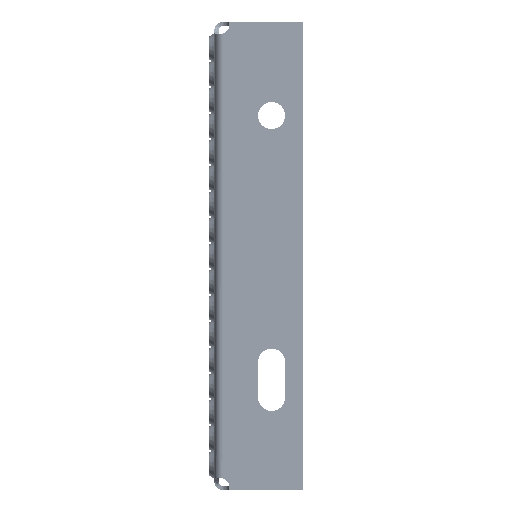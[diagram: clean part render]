
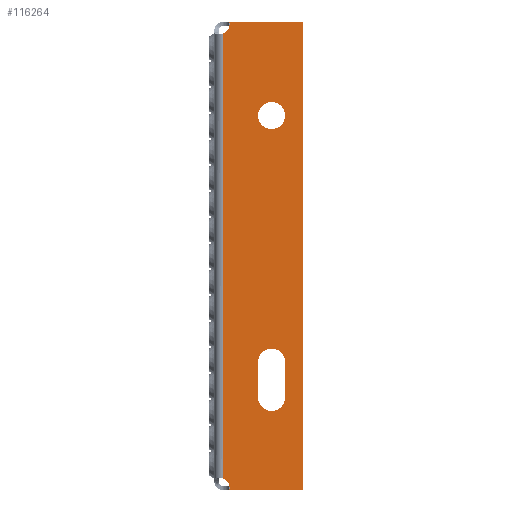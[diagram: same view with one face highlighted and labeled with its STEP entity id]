
A CAD part, left-side view. The second image highlights one B-rep face of the part: STEP entity #116264.
In plain terms, the highlighted planar face has unit normal (-1, 0, 0).
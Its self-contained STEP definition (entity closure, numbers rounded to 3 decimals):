
#1510 = VERTEX_POINT ( 'NONE', #106096 ) ;
#4204 = FACE_BOUND ( 'NONE', #145224, .T. ) ;
#4947 = DIRECTION ( 'NONE',  ( 0., -1., 0. ) ) ;
#4976 = CIRCLE ( 'NONE', #100735, 6.5 ) ;
#5813 = VERTEX_POINT ( 'NONE', #108744 ) ;
#7032 = VERTEX_POINT ( 'NONE', #33451 ) ;
#8899 = LINE ( 'NONE', #73825, #12539 ) ;
#10969 = DIRECTION ( 'NONE',  ( 0., 0., 1. ) ) ;
#11474 = LINE ( 'NONE', #80349, #42415 ) ;
#12539 = VECTOR ( 'NONE', #120784, 1000. ) ;
#12772 = EDGE_CURVE ( 'NONE', #37221, #87187, #25734, .T. ) ;
#18850 = VERTEX_POINT ( 'NONE', #69408 ) ;
#21056 = CARTESIAN_POINT ( 'NONE',  ( -300., -7.187, -112.5 ) ) ;
#25734 = LINE ( 'NONE', #100489, #142553 ) ;
#27931 = ORIENTED_EDGE ( 'NONE', *, *, #111559, .T. ) ;
#28383 = ORIENTED_EDGE ( 'NONE', *, *, #50687, .F. ) ;
#29450 = AXIS2_PLACEMENT_3D ( 'NONE', #136546, #66675, #148303 ) ;
#30112 = AXIS2_PLACEMENT_3D ( 'NONE', #108172, #38275, #119930 ) ;
#31820 = DIRECTION ( 'NONE',  ( 0., 0., -1. ) ) ;
#33451 = CARTESIAN_POINT ( 'NONE',  ( -300., -20.998, -51. ) ) ;
#34598 = DIRECTION ( 'NONE',  ( -1., 0., 0. ) ) ;
#34606 = AXIS2_PLACEMENT_3D ( 'NONE', #83417, #36962, #118612 ) ;
#36962 = DIRECTION ( 'NONE',  ( -1., 0., 0. ) ) ;
#37221 = VERTEX_POINT ( 'NONE', #70901 ) ;
#38100 = CARTESIAN_POINT ( 'NONE',  ( -300., -4., 106.802 ) ) ;
#38275 = DIRECTION ( 'NONE',  ( 1., 0., 0. ) ) ;
#41106 = CARTESIAN_POINT ( 'NONE',  ( -300., -33.998, -51. ) ) ;
#41234 = ORIENTED_EDGE ( 'NONE', *, *, #98863, .F. ) ;
#41428 = CARTESIAN_POINT ( 'NONE',  ( -300., -27.498, -68. ) ) ;
#42415 = VECTOR ( 'NONE', #10969, 1000. ) ;
#44700 = ORIENTED_EDGE ( 'NONE', *, *, #115594, .F. ) ;
#45487 = AXIS2_PLACEMENT_3D ( 'NONE', #41428, #123099, #53178 ) ;
#48720 = VECTOR ( 'NONE', #98856, 1000. ) ;
#49737 = EDGE_CURVE ( 'NONE', #93060, #118996, #89180, .T. ) ;
#49739 = ORIENTED_EDGE ( 'NONE', *, *, #92316, .T. ) ;
#50687 = EDGE_CURVE ( 'NONE', #7032, #5813, #123596, .T. ) ;
#53178 = DIRECTION ( 'NONE',  ( 0., -1., 0. ) ) ;
#58370 = DIRECTION ( 'NONE',  ( -1., 0., 0. ) ) ;
#60719 = VERTEX_POINT ( 'NONE', #79013 ) ;
#61214 = CARTESIAN_POINT ( 'NONE',  ( -300., -7.187, -112.5 ) ) ;
#61318 = ORIENTED_EDGE ( 'NONE', *, *, #49737, .T. ) ;
#62290 = ORIENTED_EDGE ( 'NONE', *, *, #116150, .F. ) ;
#63448 = ORIENTED_EDGE ( 'NONE', *, *, #12772, .F. ) ;
#63624 = ORIENTED_EDGE ( 'NONE', *, *, #97136, .T. ) ;
#64205 = ORIENTED_EDGE ( 'NONE', *, *, #89074, .F. ) ;
#66675 = DIRECTION ( 'NONE',  ( 1., 0., 0. ) ) ;
#66714 = VECTOR ( 'NONE', #79757, 1000. ) ;
#69408 = CARTESIAN_POINT ( 'NONE',  ( -300., -33.998, 67.5 ) ) ;
#69499 = CARTESIAN_POINT ( 'NONE',  ( -300., -7.187, 112.5 ) ) ;
#70901 = CARTESIAN_POINT ( 'NONE',  ( -300., -33.998, -68. ) ) ;
#73825 = CARTESIAN_POINT ( 'NONE',  ( -300., -42.498, 112.5 ) ) ;
#74788 = DIRECTION ( 'NONE',  ( -1., 0., 0. ) ) ;
#79013 = CARTESIAN_POINT ( 'NONE',  ( -300., -42.498, -112.5 ) ) ;
#79757 = DIRECTION ( 'NONE',  ( 0., -1., 0. ) ) ;
#79832 = LINE ( 'NONE', #110059, #48720 ) ;
#80349 = CARTESIAN_POINT ( 'NONE',  ( -300., -4., -111.5 ) ) ;
#83417 = CARTESIAN_POINT ( 'NONE',  ( -300., -2.288, -111.5 ) ) ;
#87187 = VERTEX_POINT ( 'NONE', #41106 ) ;
#89074 = EDGE_CURVE ( 'NONE', #135968, #118996, #11474, .T. ) ;
#89180 = CIRCLE ( 'NONE', #29450, 5. ) ;
#90484 = CARTESIAN_POINT ( 'NONE',  ( -300., -20.998, -111.5 ) ) ;
#92316 = EDGE_CURVE ( 'NONE', #60719, #94960, #79832, .T. ) ;
#93060 = VERTEX_POINT ( 'NONE', #69499 ) ;
#93646 = FACE_OUTER_BOUND ( 'NONE', #112433, .T. ) ;
#94960 = VERTEX_POINT ( 'NONE', #116196 ) ;
#97136 = EDGE_CURVE ( 'NONE', #94960, #93060, #8899, .T. ) ;
#97808 = LINE ( 'NONE', #21056, #66714 ) ;
#98856 = DIRECTION ( 'NONE',  ( 0., 0., 1. ) ) ;
#98863 = EDGE_CURVE ( 'NONE', #1510, #18850, #4976, .T. ) ;
#100160 = AXIS2_PLACEMENT_3D ( 'NONE', #128308, #58370, #140020 ) ;
#100489 = CARTESIAN_POINT ( 'NONE',  ( -300., -33.998, -111.5 ) ) ;
#100735 = AXIS2_PLACEMENT_3D ( 'NONE', #144692, #74788, #4947 ) ;
#100758 = ORIENTED_EDGE ( 'NONE', *, *, #102564, .F. ) ;
#100968 = CIRCLE ( 'NONE', #100160, 6.5 ) ;
#102564 = EDGE_CURVE ( 'NONE', #5813, #37221, #141646, .T. ) ;
#103559 = VECTOR ( 'NONE', #31820, 1000. ) ;
#104544 = CARTESIAN_POINT ( 'NONE',  ( -300., -27.498, 67.5 ) ) ;
#104794 = CIRCLE ( 'NONE', #30112, 5. ) ;
#106096 = CARTESIAN_POINT ( 'NONE',  ( -300., -20.998, 67.5 ) ) ;
#108172 = CARTESIAN_POINT ( 'NONE',  ( -300., -2.288, -111.5 ) ) ;
#108744 = CARTESIAN_POINT ( 'NONE',  ( -300., -20.998, -68. ) ) ;
#110059 = CARTESIAN_POINT ( 'NONE',  ( -300., -42.498, -112.5 ) ) ;
#111559 = EDGE_CURVE ( 'NONE', #135968, #149668, #104794, .T. ) ;
#112433 = EDGE_LOOP ( 'NONE', ( #64205, #27931, #122435, #49739, #63624, #61318 ) ) ;
#113533 = CARTESIAN_POINT ( 'NONE',  ( -300., -4., -106.802 ) ) ;
#115594 = EDGE_CURVE ( 'NONE', #18850, #1510, #123038, .T. ) ;
#116150 = EDGE_CURVE ( 'NONE', #87187, #7032, #100968, .T. ) ;
#116196 = CARTESIAN_POINT ( 'NONE',  ( -300., -42.498, 112.5 ) ) ;
#116264 = ADVANCED_FACE ( 'NONE', ( #4204, #124621, #93646 ), #129806, .T. ) ;
#116287 = DIRECTION ( 'NONE',  ( 0., -1., 0. ) ) ;
#118612 = DIRECTION ( 'NONE',  ( 0., 0., 1. ) ) ;
#118996 = VERTEX_POINT ( 'NONE', #38100 ) ;
#119930 = DIRECTION ( 'NONE',  ( 0., 0., 1. ) ) ;
#120784 = DIRECTION ( 'NONE',  ( 0., 1., 0. ) ) ;
#122435 = ORIENTED_EDGE ( 'NONE', *, *, #145046, .T. ) ;
#123038 = CIRCLE ( 'NONE', #149859, 6.5 ) ;
#123099 = DIRECTION ( 'NONE',  ( -1., 0., 0. ) ) ;
#123596 = LINE ( 'NONE', #90484, #103559 ) ;
#124621 = FACE_BOUND ( 'NONE', #145639, .T. ) ;
#128308 = CARTESIAN_POINT ( 'NONE',  ( -300., -27.498, -51. ) ) ;
#129806 = PLANE ( 'NONE',  #34606 ) ;
#135968 = VERTEX_POINT ( 'NONE', #113533 ) ;
#136546 = CARTESIAN_POINT ( 'NONE',  ( -300., -2.288, 111.5 ) ) ;
#140020 = DIRECTION ( 'NONE',  ( 0., -1., 0. ) ) ;
#141646 = CIRCLE ( 'NONE', #45487, 6.5 ) ;
#142553 = VECTOR ( 'NONE', #147391, 1000. ) ;
#144692 = CARTESIAN_POINT ( 'NONE',  ( -300., -27.498, 67.5 ) ) ;
#145046 = EDGE_CURVE ( 'NONE', #149668, #60719, #97808, .T. ) ;
#145224 = EDGE_LOOP ( 'NONE', ( #62290, #63448, #100758, #28383 ) ) ;
#145639 = EDGE_LOOP ( 'NONE', ( #41234, #44700 ) ) ;
#147391 = DIRECTION ( 'NONE',  ( 0., 0., 1. ) ) ;
#148303 = DIRECTION ( 'NONE',  ( 0., 0., 1. ) ) ;
#149668 = VERTEX_POINT ( 'NONE', #61214 ) ;
#149859 = AXIS2_PLACEMENT_3D ( 'NONE', #104544, #34598, #116287 ) ;
